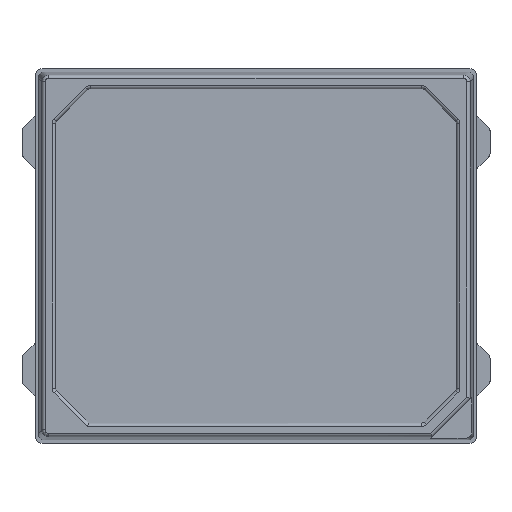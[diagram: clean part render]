
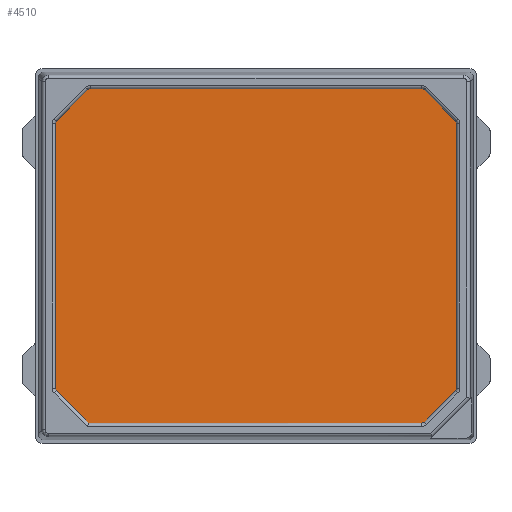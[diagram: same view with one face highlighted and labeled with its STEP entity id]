
A CAD part, top view. The second image highlights one B-rep face of the part: STEP entity #4510.
In plain terms, the highlighted planar face has unit normal (0, 0, 1).
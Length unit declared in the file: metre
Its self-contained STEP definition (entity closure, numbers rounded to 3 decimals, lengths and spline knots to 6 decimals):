
#906=ORIENTED_EDGE('',*,*,#2011,.F.);
#907=ORIENTED_EDGE('',*,*,#2013,.T.);
#908=ORIENTED_EDGE('',*,*,#1997,.F.);
#909=ORIENTED_EDGE('',*,*,#2014,.T.);
#910=ORIENTED_EDGE('',*,*,#2003,.T.);
#911=ORIENTED_EDGE('',*,*,#2015,.T.);
#912=ORIENTED_EDGE('',*,*,#2007,.T.);
#913=ORIENTED_EDGE('',*,*,#2016,.T.);
#1997=EDGE_CURVE('',#2594,#2595,#3044,.T.);
#2003=EDGE_CURVE('',#2601,#2600,#3050,.T.);
#2007=EDGE_CURVE('',#2605,#2604,#3054,.T.);
#2011=EDGE_CURVE('',#2608,#2609,#3058,.T.);
#2013=EDGE_CURVE('',#2608,#2595,#3060,.F.);
#2014=EDGE_CURVE('',#2594,#2601,#3061,.T.);
#2015=EDGE_CURVE('',#2600,#2605,#3062,.F.);
#2016=EDGE_CURVE('',#2604,#2609,#3063,.T.);
#2594=VERTEX_POINT('',#7144);
#2595=VERTEX_POINT('',#7145);
#2600=VERTEX_POINT('',#7156);
#2601=VERTEX_POINT('',#7158);
#2604=VERTEX_POINT('',#7165);
#2605=VERTEX_POINT('',#7167);
#2608=VERTEX_POINT('',#7174);
#2609=VERTEX_POINT('',#7176);
#3044=LINE('',#7143,#3497);
#3050=LINE('',#7157,#3503);
#3054=LINE('',#7166,#3507);
#3058=LINE('',#7175,#3511);
#3060=LINE('',#7179,#3513);
#3061=LINE('',#7180,#3514);
#3062=LINE('',#7181,#3515);
#3063=LINE('',#7182,#3516);
#3497=VECTOR('',#5737,1.);
#3503=VECTOR('',#5745,1.);
#3507=VECTOR('',#5751,1.);
#3511=VECTOR('',#5757,1.);
#3513=VECTOR('',#5761,1.);
#3514=VECTOR('',#5762,1.);
#3515=VECTOR('',#5763,1.);
#3516=VECTOR('',#5764,1.);
#3874=EDGE_LOOP('',(#906,#907,#908,#909,#910,#911,#912,#913));
#4129=FACE_BOUND('',#3874,.T.);
#4337=PLANE('',#4904);
#4510=ADVANCED_FACE('',(#4129),#4337,.T.);
#4904=AXIS2_PLACEMENT_3D('',#7178,#5759,#5760);
#5737=DIRECTION('',(1.,0.,0.));
#5745=DIRECTION('',(0.,-1.,0.));
#5751=DIRECTION('',(1.,0.,0.));
#5757=DIRECTION('',(0.,-1.,0.));
#5759=DIRECTION('',(0.,0.,1.));
#5760=DIRECTION('',(1.,0.,0.));
#5761=DIRECTION('',(0.707,-0.707,0.));
#5762=DIRECTION('',(-0.707,-0.707,0.));
#5763=DIRECTION('',(-0.707,0.707,0.));
#5764=DIRECTION('',(0.707,0.707,0.));
#7143=CARTESIAN_POINT('',(0.,0.00125,0.00055));
#7144=CARTESIAN_POINT('',(-0.00125,0.00125,0.00055));
#7145=CARTESIAN_POINT('',(0.00125,0.00125,0.00055));
#7156=CARTESIAN_POINT('',(-0.0015,-0.001,0.00055));
#7157=CARTESIAN_POINT('',(-0.0015,0.,0.00055));
#7158=CARTESIAN_POINT('',(-0.0015,0.001,0.00055));
#7165=CARTESIAN_POINT('',(0.00125,-0.00125,0.00055));
#7166=CARTESIAN_POINT('',(0.,-0.00125,0.00055));
#7167=CARTESIAN_POINT('',(-0.00125,-0.00125,0.00055));
#7174=CARTESIAN_POINT('',(0.0015,0.001,0.00055));
#7175=CARTESIAN_POINT('',(0.0015,0.,0.00055));
#7176=CARTESIAN_POINT('',(0.0015,-0.001,0.00055));
#7178=CARTESIAN_POINT('',(0.,0.,0.00055));
#7179=CARTESIAN_POINT('',(0.00125,0.00125,0.00055));
#7180=CARTESIAN_POINT('',(-0.00125,0.00125,0.00055));
#7181=CARTESIAN_POINT('',(-0.00125,-0.00125,0.00055));
#7182=CARTESIAN_POINT('',(0.00125,-0.00125,0.00055));
